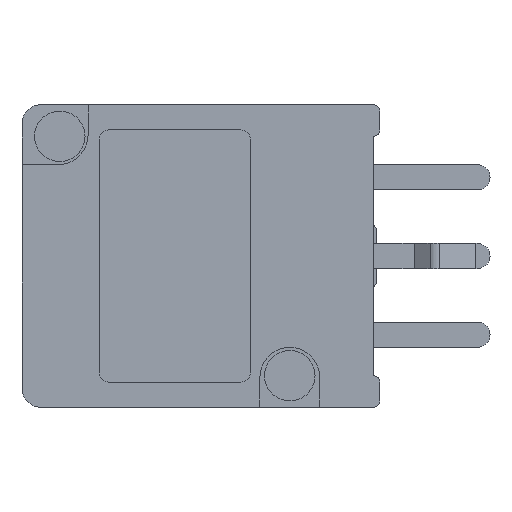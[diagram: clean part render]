
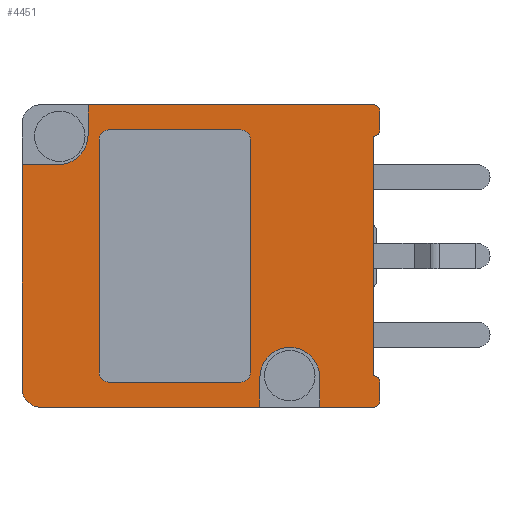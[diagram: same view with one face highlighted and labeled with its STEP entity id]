
A CAD part, left-side view. The second image highlights one B-rep face of the part: STEP entity #4451.
In plain terms, the highlighted planar face has unit normal (-1, 0, 0).
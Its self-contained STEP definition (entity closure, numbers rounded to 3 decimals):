
#77=DIRECTION('',(0.,0.,-1.));
#78=VECTOR('',#77,7.1);
#79=CARTESIAN_POINT('',(0.,4.85,2.9));
#80=LINE('',#79,#78);
#81=DIRECTION('',(0.,1.,0.));
#82=VECTOR('',#81,1.15);
#83=CARTESIAN_POINT('',(0.,3.7,2.9));
#84=LINE('',#83,#82);
#85=CARTESIAN_POINT('',(0.,3.7,3.85));
#86=DIRECTION('',(1.,0.,0.));
#87=DIRECTION('',(0.,-1.,0.));
#88=AXIS2_PLACEMENT_3D('',#85,#86,#87);
#90=DIRECTION('',(0.,0.,-1.));
#91=VECTOR('',#90,0.95);
#92=CARTESIAN_POINT('',(0.,2.75,4.8));
#93=LINE('',#92,#91);
#94=DIRECTION('',(0.,1.,0.));
#95=VECTOR('',#94,9.05);
#96=CARTESIAN_POINT('',(0.,-6.3,4.8));
#97=LINE('',#96,#95);
#98=CARTESIAN_POINT('',(0.,-6.3,4.6));
#99=DIRECTION('',(-1.,0.,0.));
#100=DIRECTION('',(0.,-1.,0.));
#101=AXIS2_PLACEMENT_3D('',#98,#99,#100);
#103=DIRECTION('',(0.,0.,1.));
#104=VECTOR('',#103,0.6);
#105=CARTESIAN_POINT('',(0.,-6.5,4.));
#106=LINE('',#105,#104);
#107=CARTESIAN_POINT('',(0.,-6.3,4.));
#108=DIRECTION('',(-1.,0.,0.));
#109=DIRECTION('',(0.,0.,-1.));
#110=AXIS2_PLACEMENT_3D('',#107,#108,#109);
#112=DIRECTION('',(0.,0.,1.));
#113=VECTOR('',#112,7.6);
#114=CARTESIAN_POINT('',(0.,-6.3,-3.8));
#115=LINE('',#114,#113);
#116=CARTESIAN_POINT('',(0.,-6.3,-4.));
#117=DIRECTION('',(-1.,0.,0.));
#118=DIRECTION('',(0.,-1.,0.));
#119=AXIS2_PLACEMENT_3D('',#116,#117,#118);
#121=DIRECTION('',(0.,0.,1.));
#122=VECTOR('',#121,0.6);
#123=CARTESIAN_POINT('',(0.,-6.5,-4.6));
#124=LINE('',#123,#122);
#125=CARTESIAN_POINT('',(0.,-6.3,-4.6));
#126=DIRECTION('',(-1.,0.,0.));
#127=DIRECTION('',(0.,0.,-1.));
#128=AXIS2_PLACEMENT_3D('',#125,#126,#127);
#130=DIRECTION('',(0.,-1.,0.));
#131=VECTOR('',#130,1.7);
#132=CARTESIAN_POINT('',(0.,-4.6,-4.8));
#133=LINE('',#132,#131);
#134=DIRECTION('',(0.,0.,-1.));
#135=VECTOR('',#134,0.95);
#136=CARTESIAN_POINT('',(0.,-4.6,-3.85));
#137=LINE('',#136,#135);
#138=CARTESIAN_POINT('',(0.,-3.65,-3.85));
#139=DIRECTION('',(1.,0.,0.));
#140=DIRECTION('',(0.,0.,1.));
#141=AXIS2_PLACEMENT_3D('',#138,#139,#140);
#143=CARTESIAN_POINT('',(0.,-3.65,-3.85));
#144=DIRECTION('',(1.,0.,0.));
#145=DIRECTION('',(0.,1.,0.));
#146=AXIS2_PLACEMENT_3D('',#143,#144,#145);
#148=DIRECTION('',(0.,0.,1.));
#149=VECTOR('',#148,0.95);
#150=CARTESIAN_POINT('',(0.,-2.7,-4.8));
#151=LINE('',#150,#149);
#152=DIRECTION('',(0.,-1.,0.));
#153=VECTOR('',#152,6.95);
#154=CARTESIAN_POINT('',(0.,4.25,-4.8));
#155=LINE('',#154,#153);
#156=CARTESIAN_POINT('',(0.,4.25,-4.2));
#157=DIRECTION('',(-1.,0.,0.));
#158=DIRECTION('',(0.,1.,0.));
#159=AXIS2_PLACEMENT_3D('',#156,#157,#158);
#161=DIRECTION('',(0.,0.,1.));
#162=VECTOR('',#161,7.4);
#163=CARTESIAN_POINT('',(0.,2.4,-3.7));
#164=LINE('',#163,#162);
#165=CARTESIAN_POINT('',(0.,2.1,-3.7));
#166=DIRECTION('',(1.,0.,0.));
#167=DIRECTION('',(0.,0.,-1.));
#168=AXIS2_PLACEMENT_3D('',#165,#166,#167);
#170=DIRECTION('',(0.,1.,0.));
#171=VECTOR('',#170,4.2);
#172=CARTESIAN_POINT('',(0.,-2.1,-4.));
#173=LINE('',#172,#171);
#174=CARTESIAN_POINT('',(0.,-2.1,-3.7));
#175=DIRECTION('',(1.,0.,0.));
#176=DIRECTION('',(0.,-1.,0.));
#177=AXIS2_PLACEMENT_3D('',#174,#175,#176);
#179=DIRECTION('',(0.,0.,-1.));
#180=VECTOR('',#179,7.4);
#181=CARTESIAN_POINT('',(0.,-2.4,3.7));
#182=LINE('',#181,#180);
#183=CARTESIAN_POINT('',(0.,-2.1,3.7));
#184=DIRECTION('',(1.,0.,0.));
#185=DIRECTION('',(0.,0.,1.));
#186=AXIS2_PLACEMENT_3D('',#183,#184,#185);
#188=DIRECTION('',(0.,-1.,0.));
#189=VECTOR('',#188,4.2);
#190=CARTESIAN_POINT('',(0.,2.1,4.));
#191=LINE('',#190,#189);
#192=CARTESIAN_POINT('',(0.,2.1,3.7));
#193=DIRECTION('',(1.,0.,0.));
#194=DIRECTION('',(0.,1.,0.));
#195=AXIS2_PLACEMENT_3D('',#192,#193,#194);
#3668=CARTESIAN_POINT('',(0.,4.85,2.9));
#3669=CARTESIAN_POINT('',(0.,4.85,-4.2));
#3670=VERTEX_POINT('',#3668);
#3671=VERTEX_POINT('',#3669);
#3672=CARTESIAN_POINT('',(0.,-2.1,4.));
#3673=CARTESIAN_POINT('',(0.,-2.4,3.7));
#3674=VERTEX_POINT('',#3672);
#3675=VERTEX_POINT('',#3673);
#3677=CARTESIAN_POINT('',(0.,3.7,2.9));
#3679=VERTEX_POINT('',#3677);
#3680=CARTESIAN_POINT('',(0.,2.4,-3.7));
#3681=CARTESIAN_POINT('',(0.,2.4,3.7));
#3682=VERTEX_POINT('',#3680);
#3683=VERTEX_POINT('',#3681);
#3684=CARTESIAN_POINT('',(0.,4.25,-4.8));
#3685=VERTEX_POINT('',#3684);
#3686=CARTESIAN_POINT('',(0.,2.1,4.));
#3687=VERTEX_POINT('',#3686);
#3694=CARTESIAN_POINT('',(0.,2.1,-4.));
#3695=VERTEX_POINT('',#3694);
#3696=CARTESIAN_POINT('',(0.,-2.7,-4.8));
#3697=VERTEX_POINT('',#3696);
#3698=CARTESIAN_POINT('',(0.,2.75,3.85));
#3699=VERTEX_POINT('',#3698);
#3702=CARTESIAN_POINT('',(0.,-2.4,-3.7));
#3703=VERTEX_POINT('',#3702);
#3712=CARTESIAN_POINT('',(0.,-2.1,-4.));
#3713=VERTEX_POINT('',#3712);
#3714=CARTESIAN_POINT('',(0.,-2.7,-3.85));
#3715=VERTEX_POINT('',#3714);
#3718=CARTESIAN_POINT('',(0.,2.75,4.8));
#3719=VERTEX_POINT('',#3718);
#3738=CARTESIAN_POINT('',(0.,-3.65,-2.9));
#3739=VERTEX_POINT('',#3738);
#3742=CARTESIAN_POINT('',(0.,-6.3,4.8));
#3743=VERTEX_POINT('',#3742);
#3756=CARTESIAN_POINT('',(0.,-4.6,-3.85));
#3757=VERTEX_POINT('',#3756);
#3764=CARTESIAN_POINT('',(0.,-6.5,4.6));
#3765=VERTEX_POINT('',#3764);
#3788=CARTESIAN_POINT('',(0.,-4.6,-4.8));
#3789=VERTEX_POINT('',#3788);
#3792=CARTESIAN_POINT('',(0.,-6.5,4.));
#3793=VERTEX_POINT('',#3792);
#3806=CARTESIAN_POINT('',(0.,-6.3,-4.8));
#3807=VERTEX_POINT('',#3806);
#3816=CARTESIAN_POINT('',(0.,-6.3,3.8));
#3817=VERTEX_POINT('',#3816);
#3834=CARTESIAN_POINT('',(0.,-6.5,-4.6));
#3835=VERTEX_POINT('',#3834);
#3844=CARTESIAN_POINT('',(0.,-6.3,-3.8));
#3845=VERTEX_POINT('',#3844);
#3858=CARTESIAN_POINT('',(0.,-6.5,-4.));
#3859=VERTEX_POINT('',#3858);
#4391=CARTESIAN_POINT('',(0.,0.,0.));
#4392=DIRECTION('',(1.,0.,0.));
#4393=DIRECTION('',(0.,-1.,0.));
#4394=AXIS2_PLACEMENT_3D('',#4391,#4392,#4393);
#4395=PLANE('',#4394);
#4397=ORIENTED_EDGE('',*,*,#4396,.F.);
#4399=ORIENTED_EDGE('',*,*,#4398,.F.);
#4401=ORIENTED_EDGE('',*,*,#4400,.F.);
#4403=ORIENTED_EDGE('',*,*,#4402,.F.);
#4405=ORIENTED_EDGE('',*,*,#4404,.F.);
#4407=ORIENTED_EDGE('',*,*,#4406,.F.);
#4409=ORIENTED_EDGE('',*,*,#4408,.F.);
#4411=ORIENTED_EDGE('',*,*,#4410,.F.);
#4413=ORIENTED_EDGE('',*,*,#4412,.F.);
#4415=ORIENTED_EDGE('',*,*,#4414,.F.);
#4417=ORIENTED_EDGE('',*,*,#4416,.F.);
#4419=ORIENTED_EDGE('',*,*,#4418,.F.);
#4420=ORIENTED_EDGE('',*,*,#4337,.F.);
#4422=ORIENTED_EDGE('',*,*,#4421,.F.);
#4424=ORIENTED_EDGE('',*,*,#4423,.F.);
#4426=ORIENTED_EDGE('',*,*,#4425,.F.);
#4427=ORIENTED_EDGE('',*,*,#4382,.F.);
#4428=ORIENTED_EDGE('',*,*,#4371,.F.);
#4430=ORIENTED_EDGE('',*,*,#4429,.F.);
#4431=EDGE_LOOP('',(#4397,#4399,#4401,#4403,#4405,#4407,#4409,#4411,#4413,#4415,
#4417,#4419,#4420,#4422,#4424,#4426,#4427,#4428,#4430));
#4432=FACE_OUTER_BOUND('',#4431,.F.);
#4434=ORIENTED_EDGE('',*,*,#4433,.F.);
#4436=ORIENTED_EDGE('',*,*,#4435,.F.);
#4438=ORIENTED_EDGE('',*,*,#4437,.F.);
#4440=ORIENTED_EDGE('',*,*,#4439,.F.);
#4442=ORIENTED_EDGE('',*,*,#4441,.F.);
#4444=ORIENTED_EDGE('',*,*,#4443,.F.);
#4446=ORIENTED_EDGE('',*,*,#4445,.F.);
#4448=ORIENTED_EDGE('',*,*,#4447,.F.);
#4449=EDGE_LOOP('',(#4434,#4436,#4438,#4440,#4442,#4444,#4446,#4448));
#4450=FACE_BOUND('',#4449,.F.);
#4451=ADVANCED_FACE('',(#4432,#4450),#4395,.F.);
#89=CIRCLE('',#88,0.95);
#102=CIRCLE('',#101,0.2);
#111=CIRCLE('',#110,0.2);
#120=CIRCLE('',#119,0.2);
#129=CIRCLE('',#128,0.2);
#142=CIRCLE('',#141,0.95);
#147=CIRCLE('',#146,0.95);
#160=CIRCLE('',#159,0.6);
#169=CIRCLE('',#168,0.3);
#178=CIRCLE('',#177,0.3);
#187=CIRCLE('',#186,0.3);
#196=CIRCLE('',#195,0.3);
#4337=EDGE_CURVE('',#3789,#3807,#133,.T.);
#4371=EDGE_CURVE('',#3685,#3697,#155,.T.);
#4382=EDGE_CURVE('',#3697,#3715,#151,.T.);
#4396=EDGE_CURVE('',#3670,#3671,#80,.T.);
#4398=EDGE_CURVE('',#3679,#3670,#84,.T.);
#4400=EDGE_CURVE('',#3699,#3679,#89,.T.);
#4402=EDGE_CURVE('',#3719,#3699,#93,.T.);
#4404=EDGE_CURVE('',#3743,#3719,#97,.T.);
#4406=EDGE_CURVE('',#3765,#3743,#102,.T.);
#4408=EDGE_CURVE('',#3793,#3765,#106,.T.);
#4410=EDGE_CURVE('',#3817,#3793,#111,.T.);
#4412=EDGE_CURVE('',#3845,#3817,#115,.T.);
#4414=EDGE_CURVE('',#3859,#3845,#120,.T.);
#4416=EDGE_CURVE('',#3835,#3859,#124,.T.);
#4418=EDGE_CURVE('',#3807,#3835,#129,.T.);
#4421=EDGE_CURVE('',#3757,#3789,#137,.T.);
#4423=EDGE_CURVE('',#3739,#3757,#142,.T.);
#4425=EDGE_CURVE('',#3715,#3739,#147,.T.);
#4429=EDGE_CURVE('',#3671,#3685,#160,.T.);
#4433=EDGE_CURVE('',#3682,#3683,#164,.T.);
#4435=EDGE_CURVE('',#3695,#3682,#169,.T.);
#4437=EDGE_CURVE('',#3713,#3695,#173,.T.);
#4439=EDGE_CURVE('',#3703,#3713,#178,.T.);
#4441=EDGE_CURVE('',#3675,#3703,#182,.T.);
#4443=EDGE_CURVE('',#3674,#3675,#187,.T.);
#4445=EDGE_CURVE('',#3687,#3674,#191,.T.);
#4447=EDGE_CURVE('',#3683,#3687,#196,.T.);
